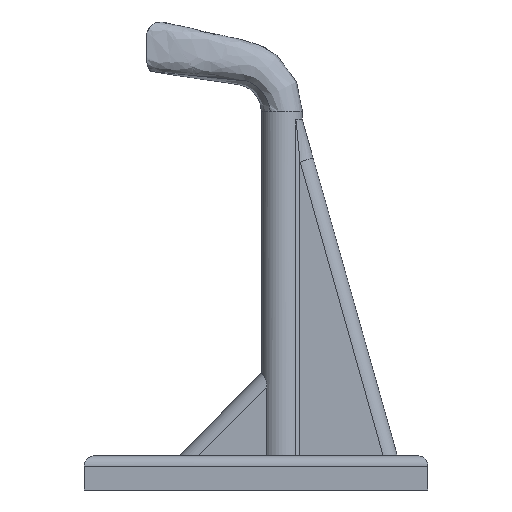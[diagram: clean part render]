
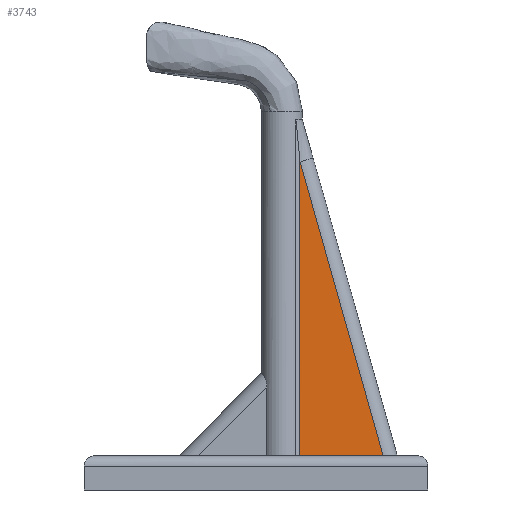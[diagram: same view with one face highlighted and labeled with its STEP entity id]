
A CAD part, left-side view. The second image highlights one B-rep face of the part: STEP entity #3743.
In plain terms, the highlighted planar face has unit normal (-1, 0, 0).
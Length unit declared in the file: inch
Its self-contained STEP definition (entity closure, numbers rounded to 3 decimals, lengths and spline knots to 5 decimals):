
#708 = CARTESIAN_POINT ( 'NONE',  ( -1.5625, -0.30425, 3.35425 ) ) ;
#727 = DIRECTION ( 'NONE',  ( 0., 0., -1. ) ) ;
#787 = VERTEX_POINT ( 'NONE', #1256 ) ;
#793 = CARTESIAN_POINT ( 'NONE',  ( -1.5625, -1.16385, 0.3125 ) ) ;
#835 = CARTESIAN_POINT ( 'NONE',  ( -1.5625, -0.40286, 0.3125 ) ) ;
#837 = DIRECTION ( 'NONE',  ( 0., 0.272, 0.962 ) ) ;
#845 = CARTESIAN_POINT ( 'NONE',  ( -1.5625, -0.40286, 0.3125 ) ) ;
#853 = VERTEX_POINT ( 'NONE', #845 ) ;
#1012 = VERTEX_POINT ( 'NONE', #793 ) ;
#1256 = CARTESIAN_POINT ( 'NONE',  ( -1.5625, -0.40286, 3.0053 ) ) ;
#1367 = AXIS2_PLACEMENT_3D ( 'NONE', #5933, #5928, #5927 ) ;
#2239 = LINE ( 'NONE', #4478, #2241 ) ;
#2241 = VECTOR ( 'NONE', #4477, 39.37008 ) ;
#2277 = EDGE_CURVE ( 'NONE', #787, #853, #6202, .T. ) ;
#2278 = EDGE_CURVE ( 'NONE', #1012, #787, #6206, .T. ) ;
#2828 = FACE_OUTER_BOUND ( 'NONE', #6251, .T. ) ;
#3743 = ADVANCED_FACE ( 'NONE', ( #2828 ), #5931, .T. ) ;
#4477 = DIRECTION ( 'NONE',  ( 0., 1., 0. ) ) ;
#4478 = CARTESIAN_POINT ( 'NONE',  ( -1.5625, -1.29375, 0.3125 ) ) ;
#5102 = EDGE_CURVE ( 'NONE', #1012, #853, #2239, .T. ) ;
#5927 = DIRECTION ( 'NONE',  ( 0., 0., 1. ) ) ;
#5928 = DIRECTION ( 'NONE',  ( -1., 0., 0. ) ) ;
#5931 = PLANE ( 'NONE',  #1367 ) ;
#5933 = CARTESIAN_POINT ( 'NONE',  ( -1.5625, -0.2375, 0.3125 ) ) ;
#6200 = VECTOR ( 'NONE', #837, 39.37008 ) ;
#6202 = LINE ( 'NONE', #835, #6210 ) ;
#6206 = LINE ( 'NONE', #708, #6200 ) ;
#6210 = VECTOR ( 'NONE', #727, 39.37008 ) ;
#6251 = EDGE_LOOP ( 'NONE', ( #6330, #6565, #6504 ) ) ;
#6330 = ORIENTED_EDGE ( 'NONE', *, *, #5102, .F. ) ;
#6504 = ORIENTED_EDGE ( 'NONE', *, *, #2277, .T. ) ;
#6565 = ORIENTED_EDGE ( 'NONE', *, *, #2278, .T. ) ;
